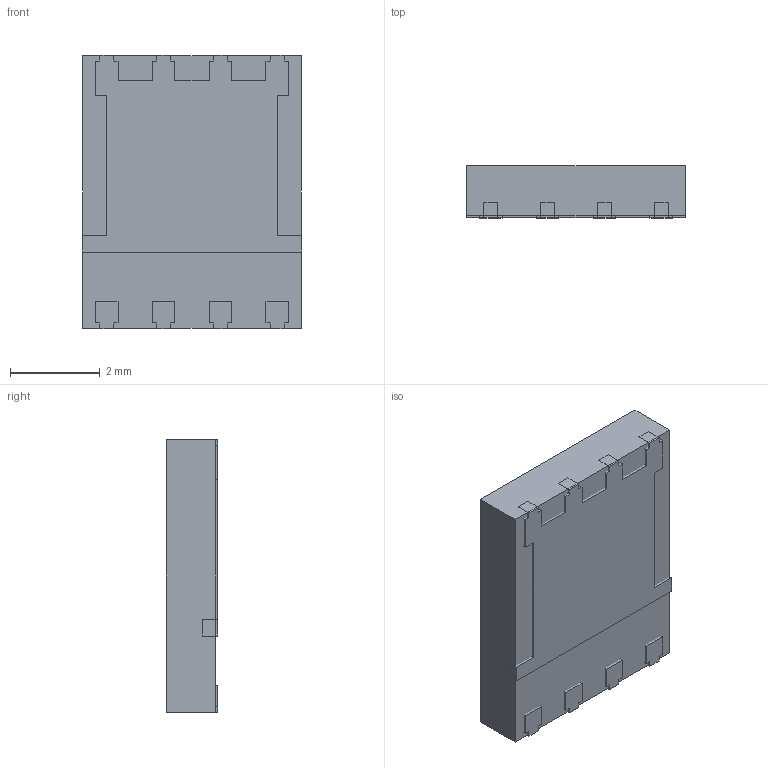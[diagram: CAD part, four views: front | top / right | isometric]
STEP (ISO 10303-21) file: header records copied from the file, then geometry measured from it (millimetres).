
FILE_DESCRIPTION( ( '' ), ' ' );
FILE_NAME( '58c96d8c575aee0f7af8ebf5.step', '2017-03-15T16:36:59', ( '' ), ( '' ), ' ', ' ', ' ' );
FILE_SCHEMA( ( 'AUTOMOTIVE_DESIGN { 1 0 10303 214 1 1 1 1 }' ) );
Length unit declared in the file: metre
Products named in the file (6): 1; 2; 3; 4; 5; 6
Bounding box: 4.9 x 1.15 x 6.1 mm (x, y, z)
Surface area: 129.2 mm2
Topology: 6 solids, 6 shells, 170 faces, 444 edges, 296 vertices
Faces by surface type: plane 125, extrusion 45
Entity records: 8244 total; most frequent: CARTESIAN_POINT 2806, ORIENTED_EDGE 888, DIRECTION 661, EDGE_CURVE 444, VECTOR 399, LINE 354, VERTEX_POINT 296, EDGE_LOOP 180
